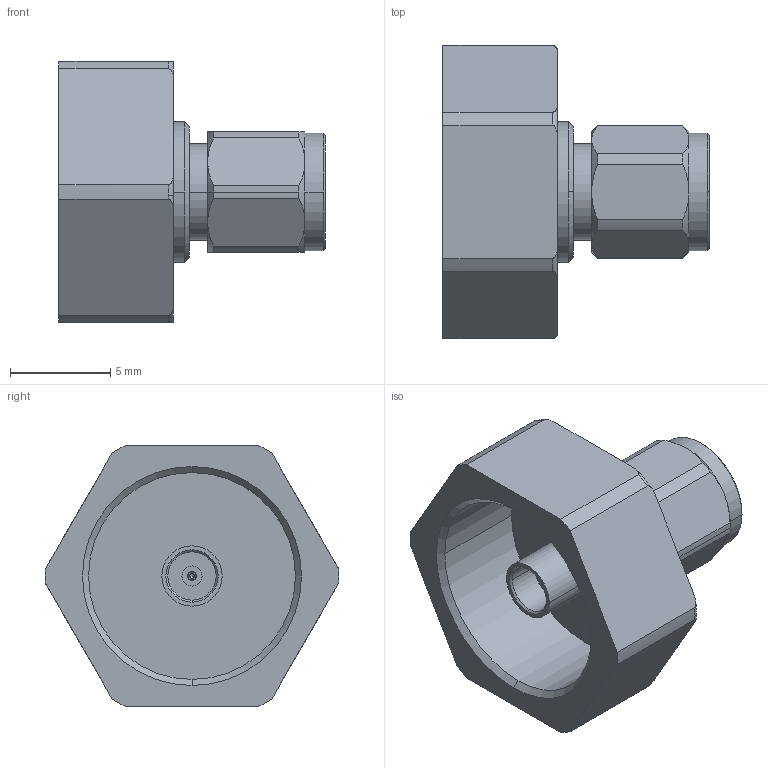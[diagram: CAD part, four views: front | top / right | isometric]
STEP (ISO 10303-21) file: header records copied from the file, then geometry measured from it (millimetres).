
FILE_DESCRIPTION (( 'STEP AP214' ), '1' );
FILE_NAME ('FMAD10150_3D.step', '2026-03-10T21:53:44', ( '' ), ( '' ), 'SwSTEP 2.0', 'SolidWorks 2025', '' );
FILE_SCHEMA (( 'AUTOMOTIVE_DESIGN' ));
Length unit declared in the file: inch
Products named in the file (3): Copy of ADS-VNA10-8^FMAD10150; FMAD10150_3D; Copy of ADS-VNA10-8-10-3---10-3^FMAD10150
Assembly tree (2 placements, depth 2):
  FMAD10150_3D
    Copy of ADS-VNA10-8^FMAD10150
    Copy of ADS-VNA10-8-10-3---10-3^FMAD10150
Bounding box: 13.25 x 14.6 x 13 mm (x, y, z)
Volume: 614 mm3; surface area: 1153.5 mm2
Topology: 3 solids, 3 shells, 140 faces, 328 edges, 204 vertices
Faces by surface type: cylinder 48, plane 45, cone 40, torus 7
Entity records: 4309 total; most frequent: CARTESIAN_POINT 959, DIRECTION 730, ORIENTED_EDGE 652, EDGE_CURVE 326, AXIS2_PLACEMENT_3D 311, VERTEX_POINT 204, CIRCLE 166, EDGE_LOOP 154
